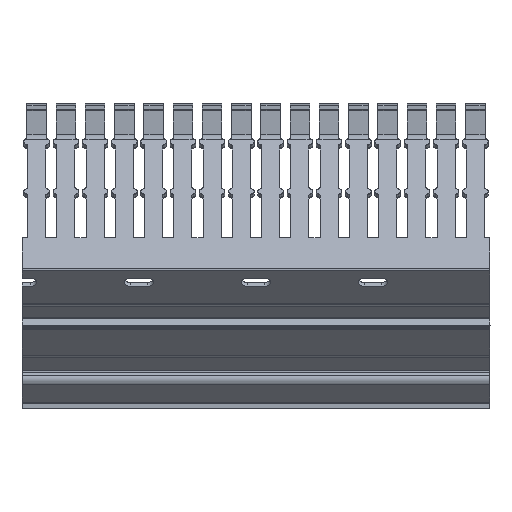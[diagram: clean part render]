
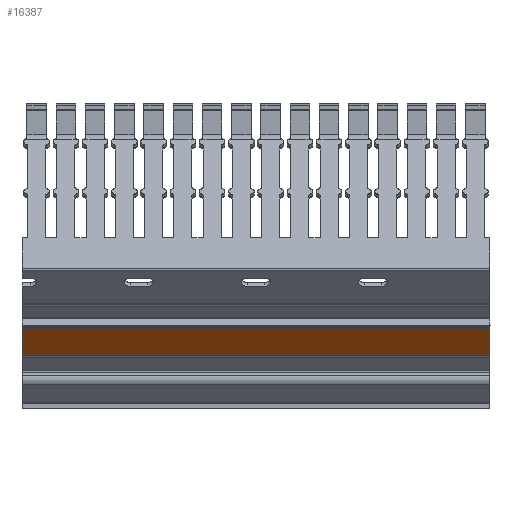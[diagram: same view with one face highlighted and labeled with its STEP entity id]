
A CAD part, left-side view. The second image highlights one B-rep face of the part: STEP entity #16387.
In plain terms, the highlighted planar face has unit normal (-0.707, 0, -0.707).
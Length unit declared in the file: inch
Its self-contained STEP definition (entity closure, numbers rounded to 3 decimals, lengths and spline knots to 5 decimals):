
#665 = LINE ( 'NONE', #23468, #27868 ) ;
#1000 = DIRECTION ( 'NONE',  ( 0., 1., 0. ) ) ;
#2823 = DIRECTION ( 'NONE',  ( -0.707, 0., 0.707 ) ) ;
#2857 = ORIENTED_EDGE ( 'NONE', *, *, #36831, .F. ) ;
#3254 = EDGE_CURVE ( 'NONE', #46996, #39104, #25059, .T. ) ;
#3335 = VECTOR ( 'NONE', #9517, 39.37008 ) ;
#4597 = CARTESIAN_POINT ( 'NONE',  ( -2.02617, 8., 1.35339 ) ) ;
#5915 = CARTESIAN_POINT ( 'NONE',  ( -2.02617, 0., 1.35339 ) ) ;
#7325 = VERTEX_POINT ( 'NONE', #5915 ) ;
#9517 = DIRECTION ( 'NONE',  ( 0., 1., 0. ) ) ;
#10205 = VECTOR ( 'NONE', #1000, 39.37008 ) ;
#14555 = CARTESIAN_POINT ( 'NONE',  ( -2.02617, 8., 1.35339 ) ) ;
#15192 = VECTOR ( 'NONE', #30482, 39.37008 ) ;
#16387 = ADVANCED_FACE ( 'NONE', ( #40187 ), #35835, .T. ) ;
#17224 = EDGE_LOOP ( 'NONE', ( #27735, #2857, #30522, #34640 ) ) ;
#17683 = CARTESIAN_POINT ( 'NONE',  ( -1.58592, 8., 0.91313 ) ) ;
#19997 = LINE ( 'NONE', #26851, #10205 ) ;
#22985 = LINE ( 'NONE', #27786, #3335 ) ;
#23468 = CARTESIAN_POINT ( 'NONE',  ( -2.02617, 0., 1.35339 ) ) ;
#24129 = EDGE_CURVE ( 'NONE', #7325, #46996, #22985, .T. ) ;
#24949 = DIRECTION ( 'NONE',  ( -0.707, 0., -0.707 ) ) ;
#25059 = LINE ( 'NONE', #4597, #15192 ) ;
#26851 = CARTESIAN_POINT ( 'NONE',  ( -1.58592, 8., 0.91313 ) ) ;
#27735 = ORIENTED_EDGE ( 'NONE', *, *, #3254, .T. ) ;
#27786 = CARTESIAN_POINT ( 'NONE',  ( -2.02617, 8., 1.35339 ) ) ;
#27868 = VECTOR ( 'NONE', #45672, 39.37008 ) ;
#30482 = DIRECTION ( 'NONE',  ( 0.707, 0., -0.707 ) ) ;
#30522 = ORIENTED_EDGE ( 'NONE', *, *, #39440, .F. ) ;
#32547 = AXIS2_PLACEMENT_3D ( 'NONE', #47152, #24949, #2823 ) ;
#32930 = CARTESIAN_POINT ( 'NONE',  ( -1.58592, 0., 0.91313 ) ) ;
#34640 = ORIENTED_EDGE ( 'NONE', *, *, #24129, .T. ) ;
#35835 = PLANE ( 'NONE',  #32547 ) ;
#36831 = EDGE_CURVE ( 'NONE', #43508, #39104, #19997, .T. ) ;
#39104 = VERTEX_POINT ( 'NONE', #17683 ) ;
#39440 = EDGE_CURVE ( 'NONE', #7325, #43508, #665, .T. ) ;
#40187 = FACE_OUTER_BOUND ( 'NONE', #17224, .T. ) ;
#43508 = VERTEX_POINT ( 'NONE', #32930 ) ;
#45672 = DIRECTION ( 'NONE',  ( 0.707, 0., -0.707 ) ) ;
#46996 = VERTEX_POINT ( 'NONE', #14555 ) ;
#47152 = CARTESIAN_POINT ( 'NONE',  ( -2.02617, 8., 1.35339 ) ) ;
